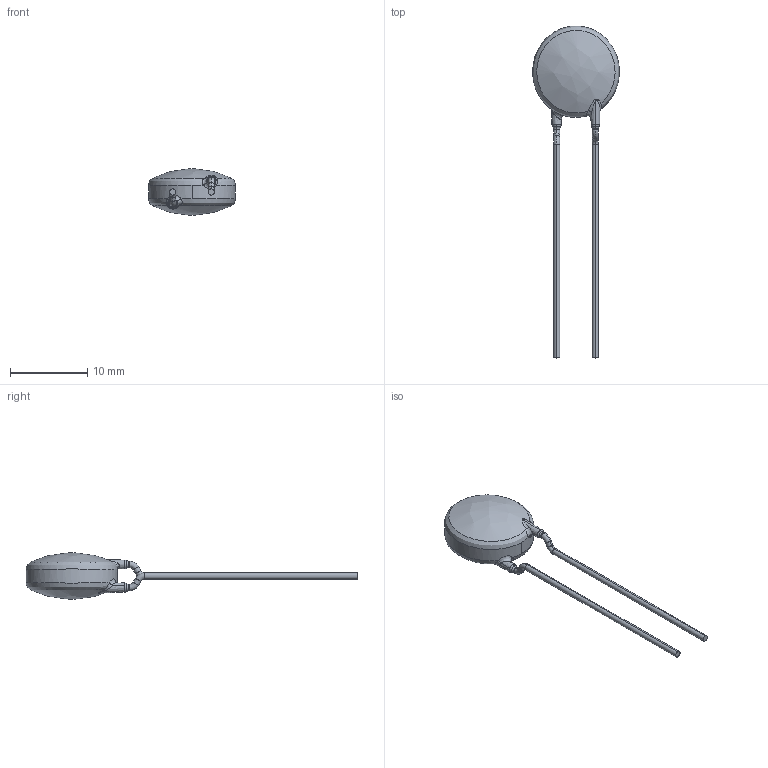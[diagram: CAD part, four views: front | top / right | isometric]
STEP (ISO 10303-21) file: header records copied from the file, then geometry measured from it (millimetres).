
FILE_DESCRIPTION (( 'STEP AP214' ), '1' );
FILE_NAME ('S236.STEP', '2020-04-16T07:36:43', ( '' ), ( '' ), 'SwSTEP 2.0', 'SolidWorks 2019', '' );
FILE_SCHEMA (( 'AUTOMOTIVE_DESIGN' ));
Length unit declared in the file: millimetre
Products named in the file (1): S236
Bounding box: 11.2 x 42.87 x 6 mm (x, y, z)
Volume: 502.4 mm3; surface area: 488.2 mm2
Topology: 1 solids, 1 shells, 48 faces, 104 edges, 58 vertices
Faces by surface type: torus 16, bspline 16, cylinder 12, plane 2, cone 2
Entity records: 2870 total; most frequent: CARTESIAN_POINT 1603, ORIENTED_EDGE 208, DIRECTION 190, EDGE_CURVE 104, AXIS2_PLACEMENT_3D 87, VERTEX_POINT 58, CIRCLE 54, ADVANCED_FACE 48
